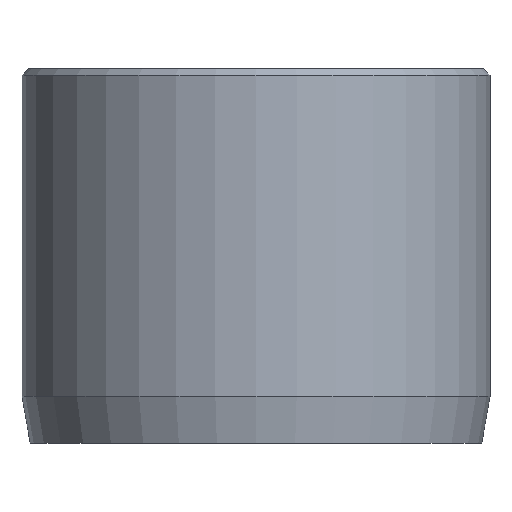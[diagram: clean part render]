
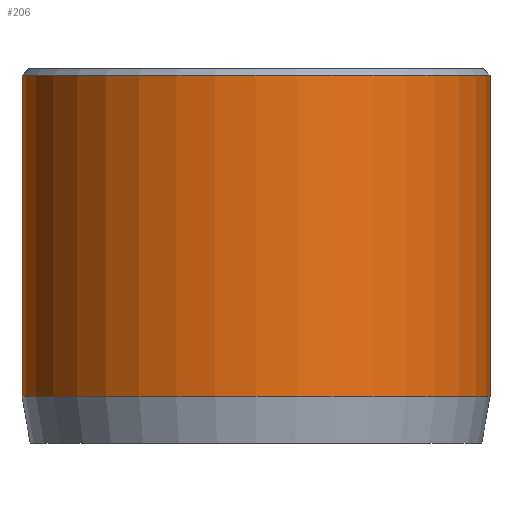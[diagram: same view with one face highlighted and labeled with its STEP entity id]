
A CAD part, front view. The second image highlights one B-rep face of the part: STEP entity #206.
In plain terms, the highlighted cylindrical face has radius 7.5 mm (diameter 15 mm), a partial arc.
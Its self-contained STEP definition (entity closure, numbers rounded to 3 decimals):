
#38 = ORIENTED_EDGE ( 'NONE', *, *, #434, .T. ) ;
#41 = VERTEX_POINT ( 'NONE', #572 ) ;
#71 = LINE ( 'NONE', #902, #562 ) ;
#147 = DIRECTION ( 'NONE',  ( -1., 0., 0. ) ) ;
#206 = ADVANCED_FACE ( 'NONE', ( #582 ), #732, .T. ) ;
#211 = LINE ( 'NONE', #737, #498 ) ;
#217 = CARTESIAN_POINT ( 'NONE',  ( 0., 0., 11.8 ) ) ;
#242 = DIRECTION ( 'NONE',  ( 0., 0., -1. ) ) ;
#250 = CARTESIAN_POINT ( 'NONE',  ( -7.5, 0., 11.8 ) ) ;
#312 = DIRECTION ( 'NONE',  ( 1., 0., 0. ) ) ;
#366 = DIRECTION ( 'NONE',  ( 0., 0., -1. ) ) ;
#408 = DIRECTION ( 'NONE',  ( 0., 0., 1. ) ) ;
#429 = AXIS2_PLACEMENT_3D ( 'NONE', #712, #626, #147 ) ;
#434 = EDGE_CURVE ( 'NONE', #584, #835, #804, .T. ) ;
#486 = ORIENTED_EDGE ( 'NONE', *, *, #1058, .F. ) ;
#498 = VECTOR ( 'NONE', #366, 1000. ) ;
#562 = VECTOR ( 'NONE', #242, 1000. ) ;
#572 = CARTESIAN_POINT ( 'NONE',  ( -7.5, 0., 1.5 ) ) ;
#582 = FACE_OUTER_BOUND ( 'NONE', #824, .T. ) ;
#584 = VERTEX_POINT ( 'NONE', #825 ) ;
#605 = CIRCLE ( 'NONE', #1046, 7.5 ) ;
#626 = DIRECTION ( 'NONE',  ( 0., 0., -1. ) ) ;
#712 = CARTESIAN_POINT ( 'NONE',  ( 0., 0., 12. ) ) ;
#732 = CYLINDRICAL_SURFACE ( 'NONE', #429, 7.5 ) ;
#737 = CARTESIAN_POINT ( 'NONE',  ( -7.5, 0., 12. ) ) ;
#756 = EDGE_CURVE ( 'NONE', #41, #983, #605, .T. ) ;
#804 = CIRCLE ( 'NONE', #1068, 7.5 ) ;
#805 = ORIENTED_EDGE ( 'NONE', *, *, #1176, .T. ) ;
#824 = EDGE_LOOP ( 'NONE', ( #486, #38, #805, #1172 ) ) ;
#825 = CARTESIAN_POINT ( 'NONE',  ( 7.5, 0., 11.8 ) ) ;
#835 = VERTEX_POINT ( 'NONE', #250 ) ;
#880 = DIRECTION ( 'NONE',  ( 0., 0., -1. ) ) ;
#902 = CARTESIAN_POINT ( 'NONE',  ( 7.5, 0., 12. ) ) ;
#975 = CARTESIAN_POINT ( 'NONE',  ( 0., 0., 1.5 ) ) ;
#983 = VERTEX_POINT ( 'NONE', #1136 ) ;
#1046 = AXIS2_PLACEMENT_3D ( 'NONE', #975, #408, #1074 ) ;
#1058 = EDGE_CURVE ( 'NONE', #584, #983, #71, .T. ) ;
#1068 = AXIS2_PLACEMENT_3D ( 'NONE', #217, #880, #312 ) ;
#1074 = DIRECTION ( 'NONE',  ( 1., 0., 0. ) ) ;
#1136 = CARTESIAN_POINT ( 'NONE',  ( 7.5, 0., 1.5 ) ) ;
#1172 = ORIENTED_EDGE ( 'NONE', *, *, #756, .T. ) ;
#1176 = EDGE_CURVE ( 'NONE', #835, #41, #211, .T. ) ;
